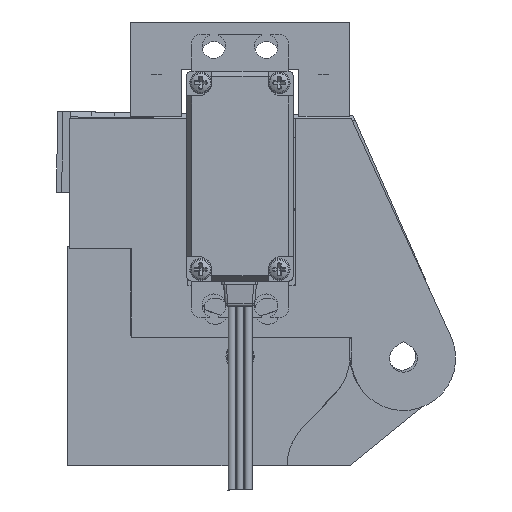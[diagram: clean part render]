
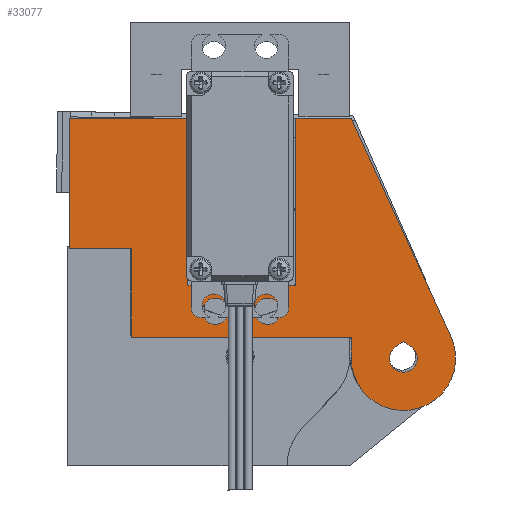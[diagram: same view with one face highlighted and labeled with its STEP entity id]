
A CAD part, left-side view. The second image highlights one B-rep face of the part: STEP entity #33077.
In plain terms, the highlighted planar face has unit normal (-1, 0, 0).
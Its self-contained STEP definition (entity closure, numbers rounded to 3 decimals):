
#818=FACE_BOUND('',#6390,.T.);
#819=FACE_BOUND('',#6391,.T.);
#820=FACE_BOUND('',#6392,.T.);
#2247=CIRCLE('',#35916,2.5);
#2249=CIRCLE('',#35919,2.5);
#2296=CIRCLE('',#36072,10.);
#2297=CIRCLE('',#36077,2.65);
#4394=FACE_OUTER_BOUND('',#6389,.T.);
#6389=EDGE_LOOP('',(#28226,#28227,#28228,#28229,#28230,#28231,#28232,#28233,
#28234,#28235,#28236,#28237,#28238,#28239,#28240,#28241,#28242));
#6390=EDGE_LOOP('',(#28243));
#6391=EDGE_LOOP('',(#28244));
#6392=EDGE_LOOP('',(#28245,#28246,#28247));
#8585=LINE('',#58476,#11442);
#8590=LINE('',#58491,#11447);
#8597=LINE('',#58505,#11454);
#8618=LINE('',#58547,#11475);
#8621=LINE('',#58554,#11478);
#8673=LINE('',#58655,#11530);
#8777=LINE('',#59183,#11634);
#8779=LINE('',#59186,#11636);
#8784=LINE('',#59196,#11641);
#8891=LINE('',#59470,#11748);
#8892=LINE('',#59473,#11749);
#8894=LINE('',#59477,#11751);
#8899=LINE('',#59488,#11756);
#8900=LINE('',#59490,#11757);
#8901=LINE('',#59492,#11758);
#8903=LINE('',#59496,#11760);
#8905=LINE('',#59500,#11762);
#8907=LINE('',#59503,#11764);
#11442=VECTOR('',#42619,10.);
#11447=VECTOR('',#42632,10.);
#11454=VECTOR('',#42643,10.);
#11475=VECTOR('',#42670,10.);
#11478=VECTOR('',#42675,10.);
#11530=VECTOR('',#42727,10.);
#11634=VECTOR('',#42959,10.);
#11636=VECTOR('',#42961,10.);
#11641=VECTOR('',#42970,10.);
#11748=VECTOR('',#43269,10.);
#11749=VECTOR('',#43272,10.);
#11751=VECTOR('',#43276,10.);
#11756=VECTOR('',#43287,10.);
#11757=VECTOR('',#43290,10.);
#11758=VECTOR('',#43293,10.);
#11760=VECTOR('',#43297,10.);
#11762=VECTOR('',#43303,10.);
#11764=VECTOR('',#43307,10.);
#14942=VERTEX_POINT('',#58469);
#14945=VERTEX_POINT('',#58474);
#14950=VERTEX_POINT('',#58487);
#14956=VERTEX_POINT('',#58502);
#14973=VERTEX_POINT('',#58542);
#14974=VERTEX_POINT('',#58545);
#14975=VERTEX_POINT('',#58549);
#14977=VERTEX_POINT('',#58553);
#15026=VERTEX_POINT('',#58653);
#15100=VERTEX_POINT('',#58988);
#15102=VERTEX_POINT('',#58994);
#15157=VERTEX_POINT('',#59184);
#15159=VERTEX_POINT('',#59192);
#15160=VERTEX_POINT('',#59194);
#15230=VERTEX_POINT('',#59464);
#15231=VERTEX_POINT('',#59466);
#15232=VERTEX_POINT('',#59472);
#15233=VERTEX_POINT('',#59476);
#15234=VERTEX_POINT('',#59480);
#15235=VERTEX_POINT('',#59482);
#15236=VERTEX_POINT('',#59486);
#15237=VERTEX_POINT('',#59494);
#19278=EDGE_CURVE('',#14942,#14945,#8585,.T.);
#19285=EDGE_CURVE('',#14950,#14942,#8590,.T.);
#19292=EDGE_CURVE('',#14956,#14950,#8597,.T.);
#19313=EDGE_CURVE('',#14973,#14974,#8618,.T.);
#19316=EDGE_CURVE('',#14977,#14973,#8621,.T.);
#19368=EDGE_CURVE('',#14975,#15026,#8673,.T.);
#19443=EDGE_CURVE('',#15100,#15100,#2247,.T.);
#19446=EDGE_CURVE('',#15102,#15102,#2249,.T.);
#19541=EDGE_CURVE('',#14974,#14956,#8777,.T.);
#19543=EDGE_CURVE('',#14945,#15157,#8779,.T.);
#19548=EDGE_CURVE('',#15159,#15160,#8784,.T.);
#19684=EDGE_CURVE('',#15230,#15231,#2296,.T.);
#19685=EDGE_CURVE('',#14977,#15231,#8891,.T.);
#19686=EDGE_CURVE('',#15232,#15230,#8892,.T.);
#19688=EDGE_CURVE('',#15233,#15232,#8894,.T.);
#19692=EDGE_CURVE('',#15234,#15235,#2297,.T.);
#19694=EDGE_CURVE('',#15235,#15236,#8899,.T.);
#19695=EDGE_CURVE('',#15236,#15234,#8900,.T.);
#19696=EDGE_CURVE('',#15160,#15233,#8901,.T.);
#19698=EDGE_CURVE('',#15026,#15237,#8903,.T.);
#19700=EDGE_CURVE('',#15237,#15159,#8905,.T.);
#19702=EDGE_CURVE('',#15157,#14975,#8907,.T.);
#28226=ORIENTED_EDGE('',*,*,#19292,.T.);
#28227=ORIENTED_EDGE('',*,*,#19285,.T.);
#28228=ORIENTED_EDGE('',*,*,#19278,.T.);
#28229=ORIENTED_EDGE('',*,*,#19543,.T.);
#28230=ORIENTED_EDGE('',*,*,#19702,.T.);
#28231=ORIENTED_EDGE('',*,*,#19368,.T.);
#28232=ORIENTED_EDGE('',*,*,#19698,.T.);
#28233=ORIENTED_EDGE('',*,*,#19700,.T.);
#28234=ORIENTED_EDGE('',*,*,#19548,.T.);
#28235=ORIENTED_EDGE('',*,*,#19696,.T.);
#28236=ORIENTED_EDGE('',*,*,#19688,.T.);
#28237=ORIENTED_EDGE('',*,*,#19686,.T.);
#28238=ORIENTED_EDGE('',*,*,#19684,.T.);
#28239=ORIENTED_EDGE('',*,*,#19685,.F.);
#28240=ORIENTED_EDGE('',*,*,#19316,.T.);
#28241=ORIENTED_EDGE('',*,*,#19313,.T.);
#28242=ORIENTED_EDGE('',*,*,#19541,.T.);
#28243=ORIENTED_EDGE('',*,*,#19446,.T.);
#28244=ORIENTED_EDGE('',*,*,#19443,.T.);
#28245=ORIENTED_EDGE('',*,*,#19695,.T.);
#28246=ORIENTED_EDGE('',*,*,#19692,.T.);
#28247=ORIENTED_EDGE('',*,*,#19694,.T.);
#31445=PLANE('',#36100);
#33077=ADVANCED_FACE('',(#4394,#818,#819,#820),#31445,.T.);
#35916=AXIS2_PLACEMENT_3D('',#58989,#42761,#42762);
#35919=AXIS2_PLACEMENT_3D('',#58995,#42768,#42769);
#36072=AXIS2_PLACEMENT_3D('',#59468,#43265,#43266);
#36077=AXIS2_PLACEMENT_3D('',#59484,#43282,#43283);
#36100=AXIS2_PLACEMENT_3D('',#59555,#43362,#43363);
#42619=DIRECTION('',(0.,0.,1.));
#42632=DIRECTION('',(0.,1.,0.));
#42643=DIRECTION('',(0.,0.,-1.));
#42670=DIRECTION('',(0.,0.,-1.));
#42675=DIRECTION('',(0.,1.,0.));
#42727=DIRECTION('',(0.,1.,0.));
#42761=DIRECTION('center_axis',(1.,0.,0.));
#42762=DIRECTION('ref_axis',(0.,-1.,0.));
#42768=DIRECTION('center_axis',(1.,0.,0.));
#42769=DIRECTION('ref_axis',(0.,-1.,0.));
#42959=DIRECTION('',(0.,1.,0.));
#42961=DIRECTION('',(0.,1.,0.));
#42970=DIRECTION('',(0.,0.,-1.));
#43265=DIRECTION('center_axis',(-1.,0.,0.));
#43266=DIRECTION('ref_axis',(0.,-1.,0.));
#43269=DIRECTION('',(0.,-0.415,-0.91));
#43272=DIRECTION('',(0.,0.,-1.));
#43276=DIRECTION('',(0.,0.,-1.));
#43282=DIRECTION('center_axis',(1.,0.,0.));
#43283=DIRECTION('ref_axis',(0.,-1.,0.));
#43287=DIRECTION('',(0.,-0.817,0.576));
#43290=DIRECTION('',(0.,-0.817,-0.576));
#43293=DIRECTION('',(0.,-1.,0.));
#43297=DIRECTION('',(0.,0.,-1.));
#43303=DIRECTION('',(0.,-1.,0.));
#43307=DIRECTION('',(0.,0.,1.));
#43362=DIRECTION('center_axis',(-1.,0.,0.));
#43363=DIRECTION('ref_axis',(0.,-1.,0.));
#58469=CARTESIAN_POINT('',(-123.,1.875,6.58));
#58474=CARTESIAN_POINT('',(-123.,1.875,14.));
#58476=CARTESIAN_POINT('',(-123.,1.875,15.44));
#58487=CARTESIAN_POINT('',(-123.,-1.875,6.58));
#58491=CARTESIAN_POINT('',(-123.,-0.937,6.58));
#58502=CARTESIAN_POINT('',(-123.,-1.875,14.));
#58505=CARTESIAN_POINT('',(-123.,-1.875,19.15));
#58542=CARTESIAN_POINT('',(-123.,-10.25,46.));
#58545=CARTESIAN_POINT('',(-123.,-10.25,14.));
#58547=CARTESIAN_POINT('',(-123.,-10.25,35.15));
#58549=CARTESIAN_POINT('',(-123.,10.25,46.));
#58553=CARTESIAN_POINT('',(-123.,-21.,46.));
#58554=CARTESIAN_POINT('',(-123.,21.,46.));
#58653=CARTESIAN_POINT('',(-123.,33.,46.));
#58655=CARTESIAN_POINT('',(-123.,21.,46.));
#58988=CARTESIAN_POINT('',(-123.,-2.5,9.));
#58989=CARTESIAN_POINT('Origin',(-123.,-5.,9.));
#58994=CARTESIAN_POINT('',(-123.,7.5,9.));
#58995=CARTESIAN_POINT('Origin',(-123.,5.,9.));
#59183=CARTESIAN_POINT('',(-123.,-5.125,14.));
#59184=CARTESIAN_POINT('',(-123.,10.25,14.));
#59186=CARTESIAN_POINT('',(-123.,-5.125,14.));
#59192=CARTESIAN_POINT('',(-123.,21.,21.));
#59194=CARTESIAN_POINT('',(-123.,21.,4.05));
#59196=CARTESIAN_POINT('',(-123.,21.,44.55));
#59464=CARTESIAN_POINT('',(-123.,-21.,0.));
#59466=CARTESIAN_POINT('',(-123.,-40.097,4.152));
#59468=CARTESIAN_POINT('Origin',(-123.,-31.,0.));
#59470=CARTESIAN_POINT('',(-123.,-21.,46.));
#59472=CARTESIAN_POINT('',(-123.,-21.,4.));
#59473=CARTESIAN_POINT('',(-123.,-21.,4.));
#59476=CARTESIAN_POINT('',(-123.,-21.,4.05));
#59477=CARTESIAN_POINT('',(-123.,-21.,46.));
#59480=CARTESIAN_POINT('',(-123.,-32.527,2.166));
#59482=CARTESIAN_POINT('',(-123.,-29.473,2.166));
#59484=CARTESIAN_POINT('Origin',(-123.,-31.,0.));
#59486=CARTESIAN_POINT('',(-123.,-31.,3.243));
#59488=CARTESIAN_POINT('',(-123.,-24.844,-1.099));
#59490=CARTESIAN_POINT('',(-123.,-15.69,14.041));
#59492=CARTESIAN_POINT('',(-123.,21.,4.05));
#59494=CARTESIAN_POINT('',(-123.,33.,21.));
#59496=CARTESIAN_POINT('',(-123.,33.,46.));
#59500=CARTESIAN_POINT('',(-123.,13.5,21.));
#59503=CARTESIAN_POINT('',(-123.,10.25,14.));
#59555=CARTESIAN_POINT('Origin',(-123.,0.,24.3));
